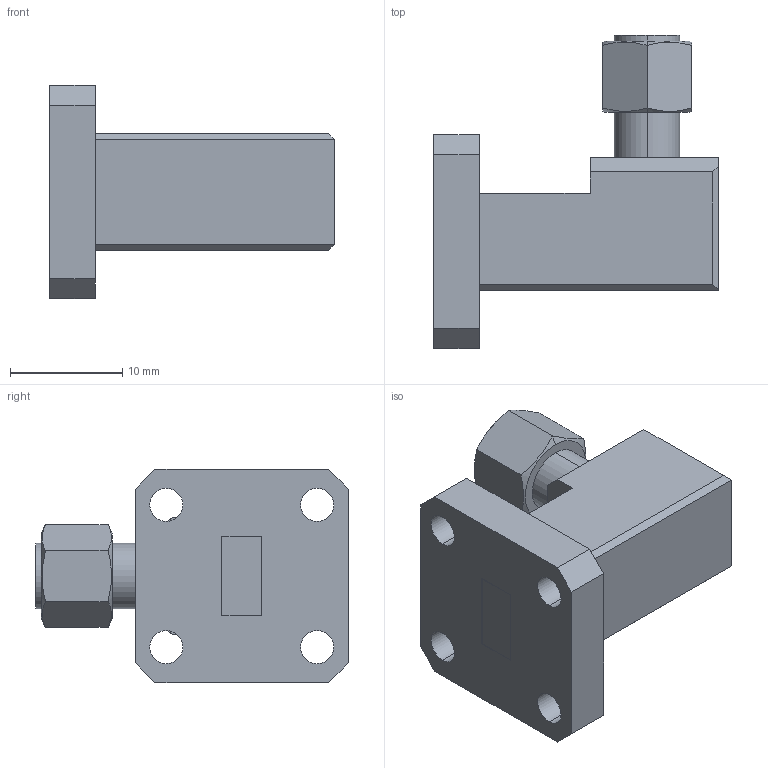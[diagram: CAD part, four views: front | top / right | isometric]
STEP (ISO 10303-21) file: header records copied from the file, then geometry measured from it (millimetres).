
FILE_DESCRIPTION (( 'STEP AP203' ), '1' );
FILE_NAME ('SWC-28KM-R1.STEP', '2017-09-26T21:41:46', ( '' ), ( '' ), 'SwSTEP 2.0', 'SolidWorks 2013', '' );
FILE_SCHEMA (( 'CONFIG_CONTROL_DESIGN' ));
Length unit declared in the file: inch
Products named in the file (1): SWC-28KM-R1
Bounding box: 25.4 x 27.93 x 19.05 mm (x, y, z)
Surface area: 2428.7 mm2 (no closed solid volume)
Topology: 0 solids, 4 shells, 63 faces, 172 edges, 114 vertices
Faces by surface type: plane 39, cylinder 18, cone 6
Entity records: 2144 total; most frequent: CARTESIAN_POINT 442, DIRECTION 336, ORIENTED_EDGE 316, EDGE_CURVE 172, VERTEX_POINT 114, VECTOR 112, AXIS2_PLACEMENT_3D 112, LINE 112
